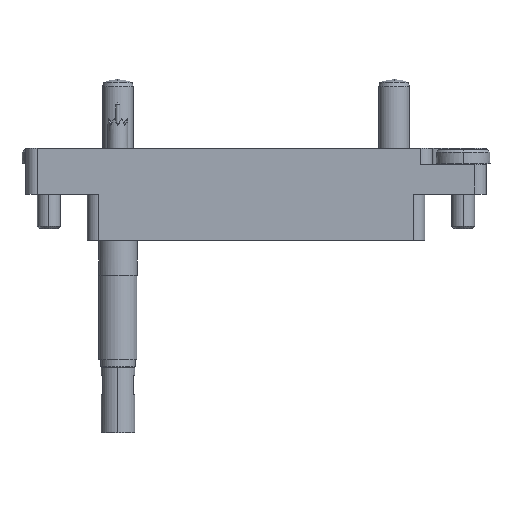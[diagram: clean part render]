
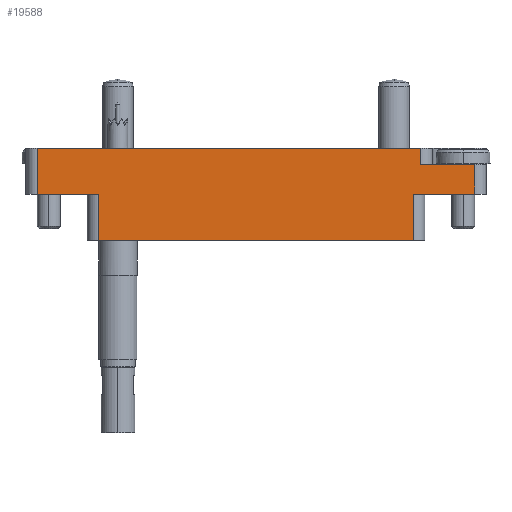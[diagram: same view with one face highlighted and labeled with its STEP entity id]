
A CAD part, left-side view. The second image highlights one B-rep face of the part: STEP entity #19588.
In plain terms, the highlighted face is planar.
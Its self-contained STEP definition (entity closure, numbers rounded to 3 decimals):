
#27 = EDGE_CURVE ( 'NONE', #20456, #4729, #11500, .T. ) ;
#99 = ORIENTED_EDGE ( 'NONE', *, *, #5331, .T. ) ;
#192 = VERTEX_POINT ( 'NONE', #10703 ) ;
#708 = EDGE_CURVE ( 'NONE', #18470, #192, #19228, .T. ) ;
#742 = VECTOR ( 'NONE', #9326, 1000. ) ;
#995 = CARTESIAN_POINT ( 'NONE',  ( 20.5, 0., 14.35 ) ) ;
#1020 = CARTESIAN_POINT ( 'NONE',  ( -30., 0., 14.35 ) ) ;
#1253 = VERTEX_POINT ( 'NONE', #10642 ) ;
#1442 = VECTOR ( 'NONE', #24651, 1000. ) ;
#1673 = VERTEX_POINT ( 'NONE', #15133 ) ;
#1746 = EDGE_CURVE ( 'NONE', #10636, #12526, #21634, .T. ) ;
#1968 = AXIS2_PLACEMENT_3D ( 'NONE', #1020, #24862, #9111 ) ;
#2109 = DIRECTION ( 'NONE',  ( -1., 0., 0. ) ) ;
#2146 = CARTESIAN_POINT ( 'NONE',  ( 28.5, 0., 14.35 ) ) ;
#2518 = ORIENTED_EDGE ( 'NONE', *, *, #27, .F. ) ;
#2745 = ORIENTED_EDGE ( 'NONE', *, *, #15482, .F. ) ;
#2867 = EDGE_CURVE ( 'NONE', #20000, #192, #6826, .T. ) ;
#3217 = CARTESIAN_POINT ( 'NONE',  ( -20.5, 0., 14.35 ) ) ;
#3712 = CARTESIAN_POINT ( 'NONE',  ( 30., 3.9, 14.35 ) ) ;
#4729 = VERTEX_POINT ( 'NONE', #995 ) ;
#4822 = FACE_OUTER_BOUND ( 'NONE', #5566, .T. ) ;
#5331 = EDGE_CURVE ( 'NONE', #23160, #1253, #20221, .T. ) ;
#5566 = EDGE_LOOP ( 'NONE', ( #19075, #17585, #2518, #16443, #14054, #24570, #11512, #99, #2745, #7203 ) ) ;
#5873 = LINE ( 'NONE', #19669, #12754 ) ;
#5944 = CARTESIAN_POINT ( 'NONE',  ( 20.5, -6., 14.35 ) ) ;
#6193 = VECTOR ( 'NONE', #16577, 1000. ) ;
#6826 = LINE ( 'NONE', #9380, #1442 ) ;
#6834 = CARTESIAN_POINT ( 'NONE',  ( 28.5, 3.9, 14.35 ) ) ;
#7203 = ORIENTED_EDGE ( 'NONE', *, *, #708, .T. ) ;
#7526 = CARTESIAN_POINT ( 'NONE',  ( -20.5, 0., 14.35 ) ) ;
#7605 = EDGE_CURVE ( 'NONE', #20456, #1673, #10464, .T. ) ;
#9111 = DIRECTION ( 'NONE',  ( -1., 0., 0. ) ) ;
#9195 = LINE ( 'NONE', #3712, #742 ) ;
#9326 = DIRECTION ( 'NONE',  ( 1., 0., 0. ) ) ;
#9380 = CARTESIAN_POINT ( 'NONE',  ( -22., -6., 14.35 ) ) ;
#9561 = CARTESIAN_POINT ( 'NONE',  ( -28.5, 6., 14.35 ) ) ;
#10464 = LINE ( 'NONE', #6834, #16329 ) ;
#10636 = VERTEX_POINT ( 'NONE', #24569 ) ;
#10642 = CARTESIAN_POINT ( 'NONE',  ( -28.5, 0., 14.35 ) ) ;
#10703 = CARTESIAN_POINT ( 'NONE',  ( -20.5, -6., 14.35 ) ) ;
#11006 = CARTESIAN_POINT ( 'NONE',  ( 30., 0., 14.35 ) ) ;
#11169 = EDGE_CURVE ( 'NONE', #23160, #12526, #5873, .T. ) ;
#11500 = LINE ( 'NONE', #25684, #16366 ) ;
#11512 = ORIENTED_EDGE ( 'NONE', *, *, #11169, .F. ) ;
#11867 = CARTESIAN_POINT ( 'NONE',  ( 21.5, 0., 14.35 ) ) ;
#12526 = VERTEX_POINT ( 'NONE', #17039 ) ;
#12627 = CARTESIAN_POINT ( 'NONE',  ( 20.5, 0., 14.35 ) ) ;
#12753 = PLANE ( 'NONE',  #1968 ) ;
#12754 = VECTOR ( 'NONE', #19791, 1000. ) ;
#12831 = LINE ( 'NONE', #11006, #20130 ) ;
#13327 = EDGE_CURVE ( 'NONE', #20000, #4729, #17623, .T. ) ;
#13494 = VECTOR ( 'NONE', #19356, 1000. ) ;
#14054 = ORIENTED_EDGE ( 'NONE', *, *, #24180, .F. ) ;
#14776 = DIRECTION ( 'NONE',  ( 0., 1., 0. ) ) ;
#14850 = VECTOR ( 'NONE', #15514, 1000. ) ;
#15133 = CARTESIAN_POINT ( 'NONE',  ( 28.5, 3.9, 14.35 ) ) ;
#15482 = EDGE_CURVE ( 'NONE', #18470, #1253, #12831, .T. ) ;
#15514 = DIRECTION ( 'NONE',  ( 0., 1., 0. ) ) ;
#16329 = VECTOR ( 'NONE', #14776, 1000. ) ;
#16366 = VECTOR ( 'NONE', #2109, 1000. ) ;
#16443 = ORIENTED_EDGE ( 'NONE', *, *, #7605, .T. ) ;
#16577 = DIRECTION ( 'NONE',  ( 0., -1., 0. ) ) ;
#17039 = CARTESIAN_POINT ( 'NONE',  ( 21.5, 6., 14.35 ) ) ;
#17585 = ORIENTED_EDGE ( 'NONE', *, *, #13327, .T. ) ;
#17623 = LINE ( 'NONE', #12627, #19945 ) ;
#18470 = VERTEX_POINT ( 'NONE', #3217 ) ;
#18829 = DIRECTION ( 'NONE',  ( -1., 0., 0. ) ) ;
#19075 = ORIENTED_EDGE ( 'NONE', *, *, #2867, .F. ) ;
#19228 = LINE ( 'NONE', #7526, #13494 ) ;
#19356 = DIRECTION ( 'NONE',  ( 0., -1., 0. ) ) ;
#19588 = ADVANCED_FACE ( 'NONE', ( #4822 ), #12753, .F. ) ;
#19669 = CARTESIAN_POINT ( 'NONE',  ( -30., 6., 14.35 ) ) ;
#19791 = DIRECTION ( 'NONE',  ( 1., 0., 0. ) ) ;
#19945 = VECTOR ( 'NONE', #20962, 1000. ) ;
#20000 = VERTEX_POINT ( 'NONE', #5944 ) ;
#20130 = VECTOR ( 'NONE', #18829, 1000. ) ;
#20221 = LINE ( 'NONE', #22314, #6193 ) ;
#20456 = VERTEX_POINT ( 'NONE', #2146 ) ;
#20962 = DIRECTION ( 'NONE',  ( 0., 1., 0. ) ) ;
#21634 = LINE ( 'NONE', #11867, #14850 ) ;
#22314 = CARTESIAN_POINT ( 'NONE',  ( -28.5, 0., 14.35 ) ) ;
#23160 = VERTEX_POINT ( 'NONE', #9561 ) ;
#24180 = EDGE_CURVE ( 'NONE', #10636, #1673, #9195, .T. ) ;
#24569 = CARTESIAN_POINT ( 'NONE',  ( 21.5, 3.9, 14.35 ) ) ;
#24570 = ORIENTED_EDGE ( 'NONE', *, *, #1746, .T. ) ;
#24651 = DIRECTION ( 'NONE',  ( -1., 0., 0. ) ) ;
#24862 = DIRECTION ( 'NONE',  ( 0., 0., -1. ) ) ;
#25684 = CARTESIAN_POINT ( 'NONE',  ( 30., 0., 14.35 ) ) ;
